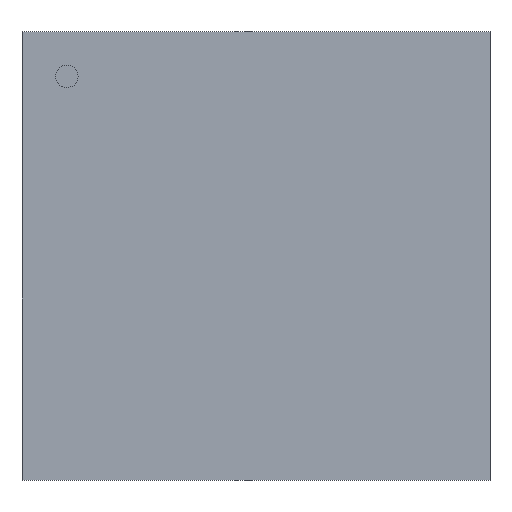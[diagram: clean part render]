
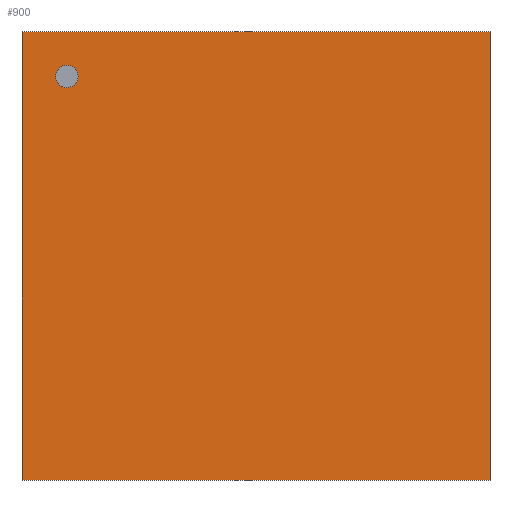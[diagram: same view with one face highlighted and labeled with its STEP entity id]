
A CAD part, top view. The second image highlights one B-rep face of the part: STEP entity #900.
In plain terms, the highlighted planar face has unit normal (0, 0, 1).
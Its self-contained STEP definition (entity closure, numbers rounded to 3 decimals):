
#900=ADVANCED_FACE('',(#906),#901,.F.);
#901=PLANE('',#902);
#902=AXIS2_PLACEMENT_3D('',#903,#904,#905);
#903=CARTESIAN_POINT('Origin',(-1.232,-1.181,0.584));
#904=DIRECTION('center_axis',(0.0,0.0,-1.0));
#905=DIRECTION('ref_axis',(0.,1.,0.));
#906=FACE_OUTER_BOUND('',#907,.T.);
#907=EDGE_LOOP('',(#908,#918,#928,#938));
#908=ORIENTED_EDGE('',*,*,#909,.F.);
#909=EDGE_CURVE('',#910,#912,#914,.T.);
#910=VERTEX_POINT('',#911);
#911=CARTESIAN_POINT('',(1.232,-1.181,0.584));
#912=VERTEX_POINT('',#913);
#913=CARTESIAN_POINT('',(-1.232,-1.181,0.584));
#914=LINE('',#915,#916);
#915=CARTESIAN_POINT('',(1.232,-1.181,0.584));
#916=VECTOR('',#917,2.464);
#917=DIRECTION('',(-1.0,0.0,0.0));
#918=ORIENTED_EDGE('',*,*,#919,.F.);
#919=EDGE_CURVE('',#920,#922,#924,.T.);
#920=VERTEX_POINT('',#921);
#921=CARTESIAN_POINT('',(1.232,1.181,0.584));
#922=VERTEX_POINT('',#911);
#924=LINE('',#925,#926);
#925=CARTESIAN_POINT('',(1.232,1.181,0.584));
#926=VECTOR('',#927,2.362);
#927=DIRECTION('',(0.0,-1.0,0.0));
#928=ORIENTED_EDGE('',*,*,#929,.F.);
#929=EDGE_CURVE('',#930,#932,#934,.T.);
#930=VERTEX_POINT('',#931);
#931=CARTESIAN_POINT('',(-1.232,1.181,0.584));
#932=VERTEX_POINT('',#921);
#934=LINE('',#935,#936);
#935=CARTESIAN_POINT('',(-1.232,1.181,0.584));
#936=VECTOR('',#937,2.464);
#937=DIRECTION('',(1.0,0.0,0.0));
#938=ORIENTED_EDGE('',*,*,#939,.F.);
#939=EDGE_CURVE('',#940,#942,#944,.T.);
#940=VERTEX_POINT('',#913);
#942=VERTEX_POINT('',#931);
#944=LINE('',#945,#946);
#945=CARTESIAN_POINT('',(-1.232,-1.181,0.584));
#946=VECTOR('',#947,2.362);
#947=DIRECTION('',(0.0,1.0,0.0));
